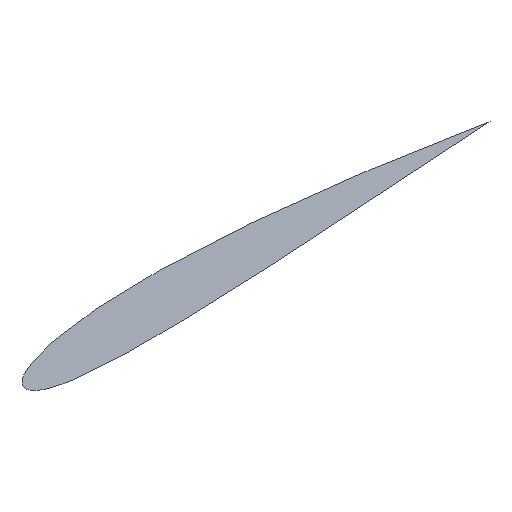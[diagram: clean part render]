
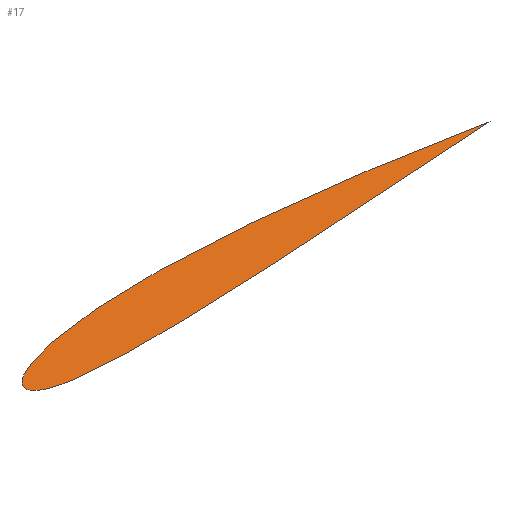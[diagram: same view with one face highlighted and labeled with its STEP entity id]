
A CAD part, isometric view. The second image highlights one B-rep face of the part: STEP entity #17.
In plain terms, the highlighted free-form (B-spline) face has degree [1, 1] with [2, 2] control points.
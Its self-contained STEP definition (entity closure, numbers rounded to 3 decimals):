
#17 = ADVANCED_FACE('',(#18),#76,.F.);
#18 = FACE_BOUND('',#19,.T.);
#19 = EDGE_LOOP('',(#20,#64,#71));
#20 = ORIENTED_EDGE('',*,*,#21,.T.);
#21 = EDGE_CURVE('',#22,#24,#26,.T.);
#22 = VERTEX_POINT('',#23);
#23 = CARTESIAN_POINT('',(1.112,0.001,0.));
#24 = VERTEX_POINT('',#25);
#25 = CARTESIAN_POINT('',(1.112,-0.001,0.));
#26 = B_SPLINE_CURVE_WITH_KNOTS('',3,(#27,#28,#29,#30,#31,#32,#33,#34,
    #35,#36,#37,#38,#39,#40,#41,#42,#43,#44,#45,#46,#47,#48,#49,#50,#51,
    #52,#53,#54,#55,#56,#57,#58,#59,#60,#61,#62,#63),.UNSPECIFIED.,.F.,
  .F.,(4,1,1,1,1,1,1,1,1,1,1,1,1,1,1,1,1,1,1,1,1,1,1,1,1,1,1,1,1,1,1,1,1
    ,1,4),(0.,0.025,0.05,0.1,
    0.149,0.199,0.248,0.297,
    0.346,0.37,0.395,0.42,
    0.445,0.457,0.47,0.484,
    0.491,0.503,0.514,0.52,
    0.533,0.546,0.558,0.583,
    0.607,0.632,0.656,0.705,
    0.754,0.803,0.853,0.902,
    0.951,0.975,1.),.UNSPECIFIED.);
#27 = CARTESIAN_POINT('',(1.112,0.001,0.));
#28 = CARTESIAN_POINT('',(1.093,0.005,0.));
#29 = CARTESIAN_POINT('',(1.056,0.013,0.));
#30 = CARTESIAN_POINT('',(0.982,0.027,0.));
#31 = CARTESIAN_POINT('',(0.89,0.042,0.));
#32 = CARTESIAN_POINT('',(0.778,0.058,0.));
#33 = CARTESIAN_POINT('',(0.667,0.071,0.));
#34 = CARTESIAN_POINT('',(0.556,0.081,0.));
#35 = CARTESIAN_POINT('',(0.445,0.088,0.));
#36 = CARTESIAN_POINT('',(0.352,0.089,0.));
#37 = CARTESIAN_POINT('',(0.278,0.086,0.));
#38 = CARTESIAN_POINT('',(0.222,0.081,0.));
#39 = CARTESIAN_POINT('',(0.166,0.074,0.));
#40 = CARTESIAN_POINT('',(0.12,0.065,0.));
#41 = CARTESIAN_POINT('',(0.083,0.055,0.));
#42 = CARTESIAN_POINT('',(0.055,0.046,0.));
#43 = CARTESIAN_POINT('',(0.031,0.036,0.));
#44 = CARTESIAN_POINT('',(0.011,0.023,0.));
#45 = CARTESIAN_POINT('',(-0.007,0.001,0.));
#46 = CARTESIAN_POINT('',(0.012,-0.018,0.));
#47 = CARTESIAN_POINT('',(0.032,-0.027,0.));
#48 = CARTESIAN_POINT('',(0.055,-0.034,0.));
#49 = CARTESIAN_POINT('',(0.083,-0.039,0.));
#50 = CARTESIAN_POINT('',(0.12,-0.043,0.));
#51 = CARTESIAN_POINT('',(0.167,-0.046,0.));
#52 = CARTESIAN_POINT('',(0.222,-0.047,0.));
#53 = CARTESIAN_POINT('',(0.278,-0.047,0.));
#54 = CARTESIAN_POINT('',(0.352,-0.045,0.));
#55 = CARTESIAN_POINT('',(0.445,-0.043,0.));
#56 = CARTESIAN_POINT('',(0.556,-0.037,0.));
#57 = CARTESIAN_POINT('',(0.667,-0.031,0.));
#58 = CARTESIAN_POINT('',(0.778,-0.024,0.));
#59 = CARTESIAN_POINT('',(0.889,-0.017,0.));
#60 = CARTESIAN_POINT('',(0.982,-0.01,0.));
#61 = CARTESIAN_POINT('',(1.056,-0.005,0.));
#62 = CARTESIAN_POINT('',(1.093,-0.003,0.));
#63 = CARTESIAN_POINT('',(1.112,-0.001,0.));
#64 = ORIENTED_EDGE('',*,*,#65,.T.);
#65 = EDGE_CURVE('',#24,#66,#68,.T.);
#66 = VERTEX_POINT('',#67);
#67 = CARTESIAN_POINT('',(1.122,-0.001,0.));
#68 = B_SPLINE_CURVE_WITH_KNOTS('',1,(#69,#70),.UNSPECIFIED.,.F.,.F.,(2,
    2),(0.,0.009),.PIECEWISE_BEZIER_KNOTS.);
#69 = CARTESIAN_POINT('',(1.112,-0.001,0.));
#70 = CARTESIAN_POINT('',(1.122,-0.001,0.));
#71 = ORIENTED_EDGE('',*,*,#72,.T.);
#72 = EDGE_CURVE('',#66,#22,#73,.T.);
#73 = B_SPLINE_CURVE_WITH_KNOTS('',1,(#74,#75),.UNSPECIFIED.,.F.,.F.,(2,
    2),(-0.01,0.),.PIECEWISE_BEZIER_KNOTS.);
#74 = CARTESIAN_POINT('',(1.122,-0.001,0.));
#75 = CARTESIAN_POINT('',(1.112,0.001,0.));
#76 = B_SPLINE_SURFACE_WITH_KNOTS('',1,1,(
    (#77,#78)
    ,(#79,#80)),.UNSPECIFIED.,.F.,.F.,.F.,(2,2),(2,2),(-1.009,
    0.007),(-0.049,0.073),
  .PIECEWISE_BEZIER_KNOTS.);
#77 = CARTESIAN_POINT('',(1.122,-0.047,0.));
#78 = CARTESIAN_POINT('',(1.122,0.089,0.));
#79 = CARTESIAN_POINT('',(-0.007,-0.047,0.));
#80 = CARTESIAN_POINT('',(-0.007,0.089,0.));
